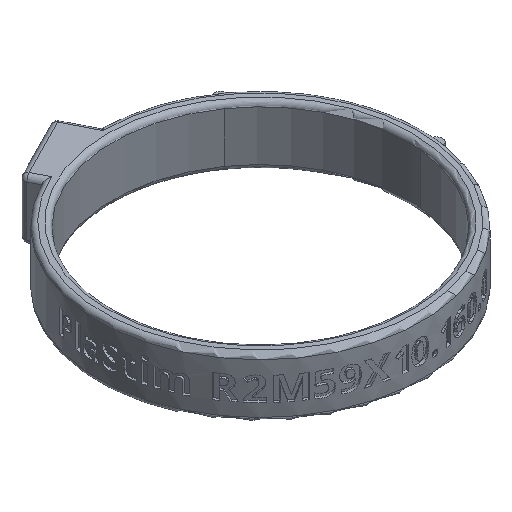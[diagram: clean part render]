
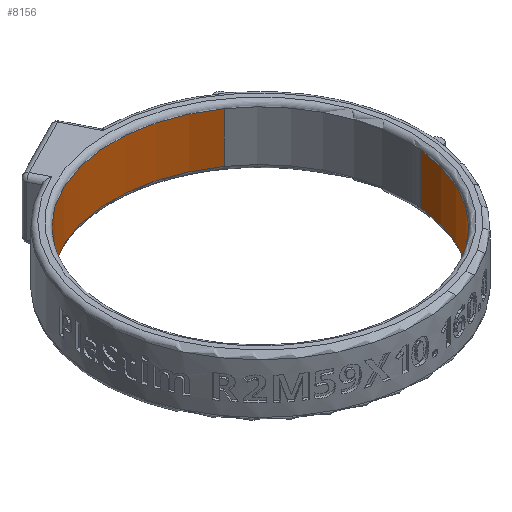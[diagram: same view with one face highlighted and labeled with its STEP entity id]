
A CAD part, isometric view. The second image highlights one B-rep face of the part: STEP entity #8156.
In plain terms, the highlighted cylindrical face has radius 29.5 mm (diameter 59 mm), a partial arc.
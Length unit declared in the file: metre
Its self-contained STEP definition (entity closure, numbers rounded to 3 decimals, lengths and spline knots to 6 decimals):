
#1085=CIRCLE('',#8684,0.0295);
#1088=CIRCLE('',#8688,0.0295);
#3507=ORIENTED_EDGE('',*,*,#4753,.T.);
#3508=ORIENTED_EDGE('',*,*,#4762,.T.);
#3509=ORIENTED_EDGE('',*,*,#4760,.F.);
#3510=ORIENTED_EDGE('',*,*,#4763,.F.);
#4753=EDGE_CURVE('',#5567,#5569,#1085,.T.);
#4760=EDGE_CURVE('',#5576,#5577,#1088,.T.);
#4762=EDGE_CURVE('',#5569,#5577,#6084,.T.);
#4763=EDGE_CURVE('',#5567,#5576,#6085,.T.);
#5567=VERTEX_POINT('',#15604);
#5569=VERTEX_POINT('',#15608);
#5576=VERTEX_POINT('',#15623);
#5577=VERTEX_POINT('',#15625);
#6084=LINE('',#15628,#6594);
#6085=LINE('',#15629,#6595);
#6594=VECTOR('',#10203,1.);
#6595=VECTOR('',#10204,1.);
#7091=EDGE_LOOP('',(#3507,#3508,#3509,#3510));
#7596=FACE_BOUND('',#7091,.T.);
#7704=CYLINDRICAL_SURFACE('',#8689,0.0295);
#8156=ADVANCED_FACE('',(#7596),#7704,.F.);
#8684=AXIS2_PLACEMENT_3D('',#15609,#10186,#10187);
#8688=AXIS2_PLACEMENT_3D('',#15624,#10198,#10199);
#8689=AXIS2_PLACEMENT_3D('',#15627,#10201,#10202);
#10186=DIRECTION('',(0.,0.,1.));
#10187=DIRECTION('',(1.,0.,0.));
#10198=DIRECTION('',(0.,0.,1.));
#10199=DIRECTION('',(1.,0.,0.));
#10201=DIRECTION('',(0.,0.,-1.));
#10202=DIRECTION('',(-1.,0.,0.));
#10203=DIRECTION('',(0.,0.,-1.));
#10204=DIRECTION('',(0.,0.,-1.));
#15604=CARTESIAN_POINT('',(0.016921,0.024165,0.005));
#15608=CARTESIAN_POINT('',(0.029388,-0.002571,0.005));
#15609=CARTESIAN_POINT('',(0.,0.,0.005));
#15623=CARTESIAN_POINT('',(0.016921,0.024165,-0.005));
#15624=CARTESIAN_POINT('',(0.,0.,-0.005));
#15625=CARTESIAN_POINT('',(0.029388,-0.002571,-0.005));
#15627=CARTESIAN_POINT('',(0.,0.,0.005));
#15628=CARTESIAN_POINT('',(0.029388,-0.002571,0.005));
#15629=CARTESIAN_POINT('',(0.016921,0.024165,0.005));
